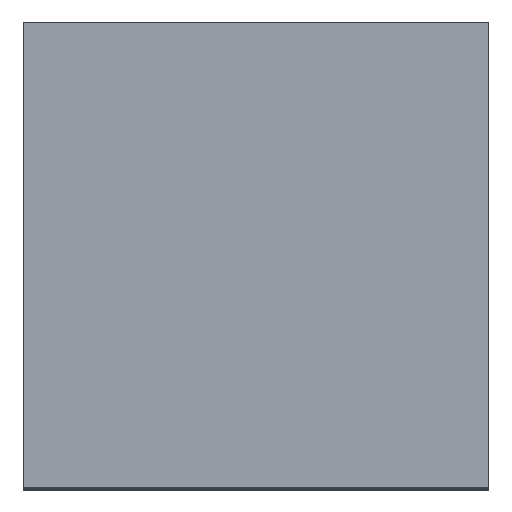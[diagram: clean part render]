
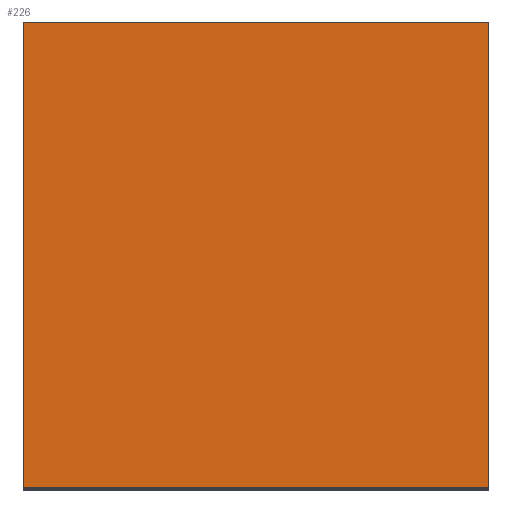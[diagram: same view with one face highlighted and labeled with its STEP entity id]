
A CAD part, top view. The second image highlights one B-rep face of the part: STEP entity #226.
In plain terms, the highlighted planar face has unit normal (0, 0, 1).
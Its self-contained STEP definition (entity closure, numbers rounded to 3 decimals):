
#30=LINE('',#356,#46);
#36=LINE('',#370,#52);
#38=LINE('',#374,#54);
#39=LINE('',#375,#55);
#46=VECTOR('',#288,1000.);
#52=VECTOR('',#300,1000.);
#54=VECTOR('',#304,1000.);
#55=VECTOR('',#305,1000.);
#78=ORIENTED_EDGE('',*,*,#125,.F.);
#79=ORIENTED_EDGE('',*,*,#123,.F.);
#80=ORIENTED_EDGE('',*,*,#126,.T.);
#81=ORIENTED_EDGE('',*,*,#116,.T.);
#116=EDGE_CURVE('',#142,#141,#30,.T.);
#123=EDGE_CURVE('',#146,#147,#36,.T.);
#125=EDGE_CURVE('',#147,#141,#38,.T.);
#126=EDGE_CURVE('',#146,#142,#39,.T.);
#141=VERTEX_POINT('',#355);
#142=VERTEX_POINT('',#357);
#146=VERTEX_POINT('',#369);
#147=VERTEX_POINT('',#371);
#170=EDGE_LOOP('',(#78,#79,#80,#81));
#194=FACE_BOUND('',#170,.T.);
#217=PLANE('',#256);
#226=ADVANCED_FACE('',(#194),#217,.T.);
#256=AXIS2_PLACEMENT_3D('',#373,#302,#303);
#288=DIRECTION('',(0.,-1.,0.));
#300=DIRECTION('',(0.,-1.,0.));
#302=DIRECTION('',(0.,0.,1.));
#303=DIRECTION('',(1.,0.,0.));
#304=DIRECTION('',(-1.,0.,0.));
#305=DIRECTION('',(-1.,0.,0.));
#355=CARTESIAN_POINT('',(-7.5,0.,25.));
#356=CARTESIAN_POINT('',(-7.5,15.,25.));
#357=CARTESIAN_POINT('',(-7.5,15.,25.));
#369=CARTESIAN_POINT('',(7.5,15.,25.));
#370=CARTESIAN_POINT('',(7.5,15.,25.));
#371=CARTESIAN_POINT('',(7.5,0.,25.));
#373=CARTESIAN_POINT('',(7.5,15.,25.));
#374=CARTESIAN_POINT('',(7.5,0.,25.));
#375=CARTESIAN_POINT('',(7.5,15.,25.));
